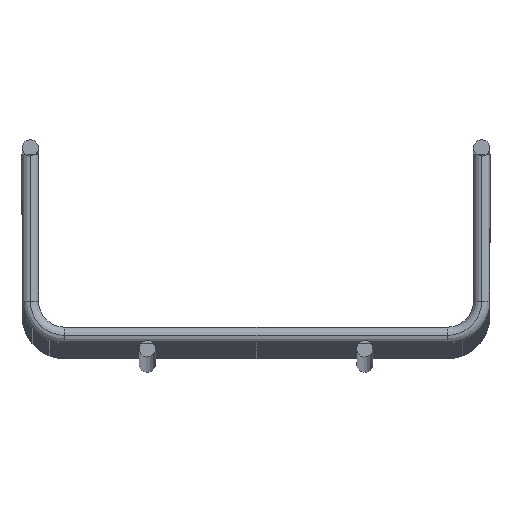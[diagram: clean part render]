
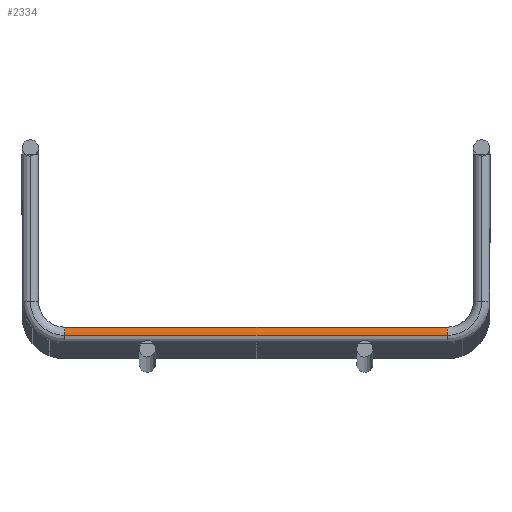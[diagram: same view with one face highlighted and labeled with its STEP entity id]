
A CAD part, top view. The second image highlights one B-rep face of the part: STEP entity #2334.
In plain terms, the highlighted cylindrical face has radius 1.9 mm (diameter 3.8 mm), a partial arc.
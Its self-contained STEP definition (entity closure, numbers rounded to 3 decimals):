
#649 = ORIENTED_EDGE ( 'NONE', *, *, #4206, .T. ) ;
#1158 = DIRECTION ( 'NONE',  ( -1., 0., 0. ) ) ;
#1347 = VERTEX_POINT ( 'NONE', #2104 ) ;
#1841 = CARTESIAN_POINT ( 'NONE',  ( -44., 3.8, -1.9 ) ) ;
#2072 = AXIS2_PLACEMENT_3D ( 'NONE', #10459, #3215, #11390 ) ;
#2104 = CARTESIAN_POINT ( 'NONE',  ( 44., 3.8, -1.9 ) ) ;
#2334 = ADVANCED_FACE ( 'NONE', ( #8386 ), #9539, .T. ) ;
#2937 = VERTEX_POINT ( 'NONE', #1841 ) ;
#3062 = VERTEX_POINT ( 'NONE', #9557 ) ;
#3215 = DIRECTION ( 'NONE',  ( -1., 0., 0. ) ) ;
#3552 = LINE ( 'NONE', #7291, #11181 ) ;
#3908 = AXIS2_PLACEMENT_3D ( 'NONE', #4911, #9689, #6920 ) ;
#3931 = CARTESIAN_POINT ( 'NONE',  ( -44., 1.9, 0. ) ) ;
#4206 = EDGE_CURVE ( 'NONE', #1347, #2937, #3552, .T. ) ;
#4775 = ORIENTED_EDGE ( 'NONE', *, *, #6995, .F. ) ;
#4849 = CARTESIAN_POINT ( 'NONE',  ( -44., 1.9, -1.9 ) ) ;
#4854 = LINE ( 'NONE', #3931, #8797 ) ;
#4911 = CARTESIAN_POINT ( 'NONE',  ( 44., 1.9, -1.9 ) ) ;
#6012 = CIRCLE ( 'NONE', #8562, 1.9 ) ;
#6073 = ORIENTED_EDGE ( 'NONE', *, *, #6899, .F. ) ;
#6127 = ORIENTED_EDGE ( 'NONE', *, *, #10964, .T. ) ;
#6730 = DIRECTION ( 'NONE',  ( 0., 0., -1. ) ) ;
#6866 = VERTEX_POINT ( 'NONE', #7332 ) ;
#6899 = EDGE_CURVE ( 'NONE', #1347, #6866, #7448, .T. ) ;
#6920 = DIRECTION ( 'NONE',  ( 0., 0., -1. ) ) ;
#6995 = EDGE_CURVE ( 'NONE', #6866, #3062, #4854, .T. ) ;
#7217 = DIRECTION ( 'NONE',  ( -1., 0., 0. ) ) ;
#7291 = CARTESIAN_POINT ( 'NONE',  ( -44., 3.8, -1.9 ) ) ;
#7332 = CARTESIAN_POINT ( 'NONE',  ( 44., 1.9, 0. ) ) ;
#7448 = CIRCLE ( 'NONE', #3908, 1.9 ) ;
#8386 = FACE_OUTER_BOUND ( 'NONE', #11831, .T. ) ;
#8562 = AXIS2_PLACEMENT_3D ( 'NONE', #4849, #10430, #6730 ) ;
#8797 = VECTOR ( 'NONE', #1158, 1000. ) ;
#9539 = CYLINDRICAL_SURFACE ( 'NONE', #2072, 1.9 ) ;
#9557 = CARTESIAN_POINT ( 'NONE',  ( -44., 1.9, 0. ) ) ;
#9689 = DIRECTION ( 'NONE',  ( 1., 0., 0. ) ) ;
#10430 = DIRECTION ( 'NONE',  ( 1., 0., 0. ) ) ;
#10459 = CARTESIAN_POINT ( 'NONE',  ( -53.8, 1.9, -1.9 ) ) ;
#10964 = EDGE_CURVE ( 'NONE', #2937, #3062, #6012, .T. ) ;
#11181 = VECTOR ( 'NONE', #7217, 1000. ) ;
#11390 = DIRECTION ( 'NONE',  ( 0., -1., 0. ) ) ;
#11831 = EDGE_LOOP ( 'NONE', ( #649, #6127, #4775, #6073 ) ) ;
